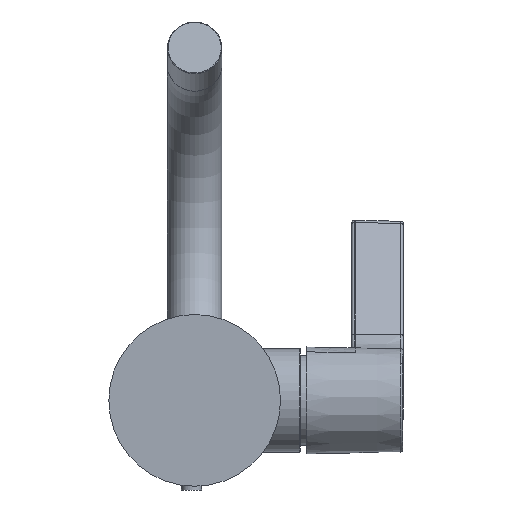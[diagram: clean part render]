
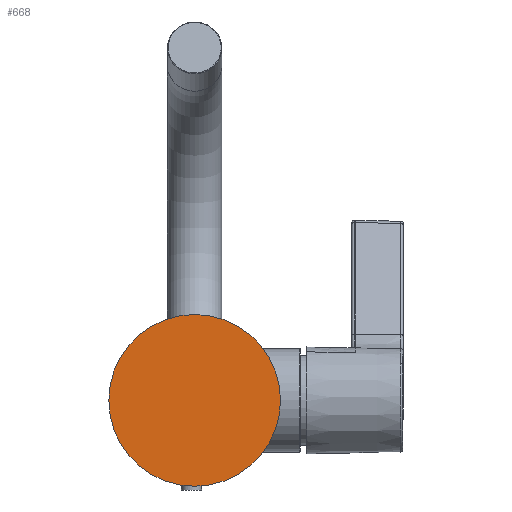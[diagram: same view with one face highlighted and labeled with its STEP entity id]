
A CAD part, front view. The second image highlights one B-rep face of the part: STEP entity #668.
In plain terms, the highlighted planar face has unit normal (0, -1, 0).
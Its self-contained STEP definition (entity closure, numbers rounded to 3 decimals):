
#108 = DIRECTION ( 'NONE',  ( 0., 0., -1. ) ) ;
#350 = CIRCLE ( 'NONE', #1468, 30. ) ;
#498 = DIRECTION ( 'NONE',  ( 0., 0., -1. ) ) ;
#668 = ADVANCED_FACE ( 'NONE', ( #1383 ), #783, .T. ) ;
#783 = PLANE ( 'NONE',  #853 ) ;
#853 = AXIS2_PLACEMENT_3D ( 'NONE', #2227, #2236, #498 ) ;
#993 = EDGE_CURVE ( 'NONE', #1605, #1605, #350, .T. ) ;
#1080 = EDGE_LOOP ( 'NONE', ( #2543 ) ) ;
#1383 = FACE_OUTER_BOUND ( 'NONE', #1080, .T. ) ;
#1468 = AXIS2_PLACEMENT_3D ( 'NONE', #3550, #1827, #108 ) ;
#1605 = VERTEX_POINT ( 'NONE', #3027 ) ;
#1827 = DIRECTION ( 'NONE',  ( 0., -1., 0. ) ) ;
#2227 = CARTESIAN_POINT ( 'NONE',  ( 0., 0., 0. ) ) ;
#2236 = DIRECTION ( 'NONE',  ( 0., -1., 0. ) ) ;
#2543 = ORIENTED_EDGE ( 'NONE', *, *, #993, .T. ) ;
#3027 = CARTESIAN_POINT ( 'NONE',  ( 0., 0., -30. ) ) ;
#3550 = CARTESIAN_POINT ( 'NONE',  ( 0., 0., 0. ) ) ;
